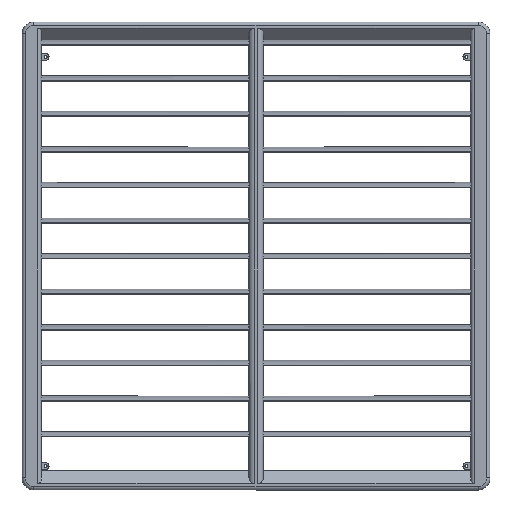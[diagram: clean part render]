
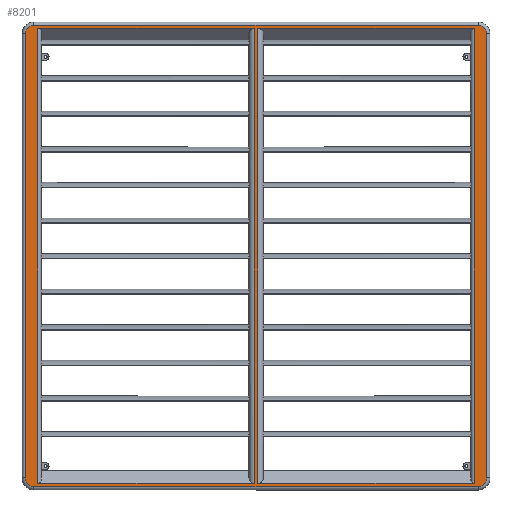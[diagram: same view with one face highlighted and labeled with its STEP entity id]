
A CAD part, top view. The second image highlights one B-rep face of the part: STEP entity #8201.
In plain terms, the highlighted planar face has unit normal (0, 0, 1).
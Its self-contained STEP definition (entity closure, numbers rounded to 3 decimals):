
#44 = VERTEX_POINT ( 'NONE', #1684 ) ;
#56 = VECTOR ( 'NONE', #6426, 1000. ) ;
#101 = DIRECTION ( 'NONE',  ( 1., 0., 0. ) ) ;
#104 = ORIENTED_EDGE ( 'NONE', *, *, #6511, .T. ) ;
#152 = VERTEX_POINT ( 'NONE', #1262 ) ;
#162 = EDGE_CURVE ( 'NONE', #5513, #441, #7538, .T. ) ;
#186 = DIRECTION ( 'NONE',  ( -1., 0., 0. ) ) ;
#371 = DIRECTION ( 'NONE',  ( 0., -1., 0. ) ) ;
#441 = VERTEX_POINT ( 'NONE', #8162 ) ;
#555 = VERTEX_POINT ( 'NONE', #3539 ) ;
#698 = ORIENTED_EDGE ( 'NONE', *, *, #6216, .T. ) ;
#769 = DIRECTION ( 'NONE',  ( 0., 0., -1. ) ) ;
#802 = EDGE_CURVE ( 'NONE', #5090, #1002, #7320, .T. ) ;
#815 = DIRECTION ( 'NONE',  ( 0., -1., 0. ) ) ;
#1002 = VERTEX_POINT ( 'NONE', #5944 ) ;
#1081 = CARTESIAN_POINT ( 'NONE',  ( -314., -332.5, 21. ) ) ;
#1189 = LINE ( 'NONE', #2078, #9789 ) ;
#1262 = CARTESIAN_POINT ( 'NONE',  ( -319., 332.5, 21. ) ) ;
#1273 = EDGE_LOOP ( 'NONE', ( #10002, #1901, #6765, #10155 ) ) ;
#1398 = AXIS2_PLACEMENT_3D ( 'NONE', #7304, #5714, #186 ) ;
#1422 = EDGE_LOOP ( 'NONE', ( #10323, #7679, #10037, #4149, #9036, #9121, #698, #104 ) ) ;
#1684 = CARTESIAN_POINT ( 'NONE',  ( 319., -332.5, 21. ) ) ;
#1714 = EDGE_CURVE ( 'NONE', #152, #2950, #4080, .T. ) ;
#1812 = LINE ( 'NONE', #1081, #9797 ) ;
#1852 = CARTESIAN_POINT ( 'NONE',  ( 324.5, 337., 21. ) ) ;
#1857 = CARTESIAN_POINT ( 'NONE',  ( 319., -332.5, 21. ) ) ;
#1901 = ORIENTED_EDGE ( 'NONE', *, *, #9265, .T. ) ;
#2078 = CARTESIAN_POINT ( 'NONE',  ( 324.5, -337., 21. ) ) ;
#2085 = CARTESIAN_POINT ( 'NONE',  ( -314., 332.5, 21. ) ) ;
#2103 = CARTESIAN_POINT ( 'NONE',  ( 324.5, -337., 21. ) ) ;
#2357 = CARTESIAN_POINT ( 'NONE',  ( -337., 324.5, 21. ) ) ;
#2470 = DIRECTION ( 'NONE',  ( 0., 0., 1. ) ) ;
#2496 = CARTESIAN_POINT ( 'NONE',  ( 337., 324.5, 21. ) ) ;
#2519 = ORIENTED_EDGE ( 'NONE', *, *, #1714, .T. ) ;
#2659 = ORIENTED_EDGE ( 'NONE', *, *, #4226, .T. ) ;
#2950 = VERTEX_POINT ( 'NONE', #7145 ) ;
#3045 = DIRECTION ( 'NONE',  ( -1., 0., 0. ) ) ;
#3098 = CARTESIAN_POINT ( 'NONE',  ( 319., 332.5, 21. ) ) ;
#3101 = VERTEX_POINT ( 'NONE', #7542 ) ;
#3115 = ORIENTED_EDGE ( 'NONE', *, *, #802, .F. ) ;
#3155 = LINE ( 'NONE', #7086, #5947 ) ;
#3379 = ORIENTED_EDGE ( 'NONE', *, *, #5640, .T. ) ;
#3539 = CARTESIAN_POINT ( 'NONE',  ( -324.5, -337., 21. ) ) ;
#3861 = DIRECTION ( 'NONE',  ( -1., 0., 0. ) ) ;
#4080 = LINE ( 'NONE', #8163, #9905 ) ;
#4149 = ORIENTED_EDGE ( 'NONE', *, *, #5329, .T. ) ;
#4182 = VERTEX_POINT ( 'NONE', #1852 ) ;
#4200 = LINE ( 'NONE', #1857, #7308 ) ;
#4226 = EDGE_CURVE ( 'NONE', #2950, #1002, #5867, .T. ) ;
#4253 = DIRECTION ( 'NONE',  ( 0., -1., 0. ) ) ;
#4456 = CARTESIAN_POINT ( 'NONE',  ( -319., 332.5, 21. ) ) ;
#4459 = CARTESIAN_POINT ( 'NONE',  ( -337., 324.5, 21. ) ) ;
#4521 = DIRECTION ( 'NONE',  ( -1., 0., 0. ) ) ;
#4531 = VECTOR ( 'NONE', #371, 1000. ) ;
#4586 = DIRECTION ( 'NONE',  ( 1., 0., 0. ) ) ;
#4644 = CARTESIAN_POINT ( 'NONE',  ( 324.5, 324.5, 21. ) ) ;
#4672 = EDGE_CURVE ( 'NONE', #5513, #9966, #9250, .T. ) ;
#4702 = VERTEX_POINT ( 'NONE', #5119 ) ;
#4780 = CARTESIAN_POINT ( 'NONE',  ( -324.5, 324.5, 21. ) ) ;
#4892 = CARTESIAN_POINT ( 'NONE',  ( -324.5, 337., 21. ) ) ;
#5090 = VERTEX_POINT ( 'NONE', #10005 ) ;
#5119 = CARTESIAN_POINT ( 'NONE',  ( 337., -324.5, 21. ) ) ;
#5240 = LINE ( 'NONE', #4456, #6913 ) ;
#5329 = EDGE_CURVE ( 'NONE', #3101, #555, #6572, .T. ) ;
#5395 = VECTOR ( 'NONE', #6381, 1000. ) ;
#5513 = VERTEX_POINT ( 'NONE', #6767 ) ;
#5640 = EDGE_CURVE ( 'NONE', #5090, #152, #5240, .T. ) ;
#5714 = DIRECTION ( 'NONE',  ( 0., 0., 1. ) ) ;
#5719 = DIRECTION ( 'NONE',  ( 0., -1., 0. ) ) ;
#5747 = EDGE_CURVE ( 'NONE', #9177, #6716, #7392, .T. ) ;
#5785 = AXIS2_PLACEMENT_3D ( 'NONE', #8629, #9462, #3861 ) ;
#5867 = LINE ( 'NONE', #5926, #5936 ) ;
#5926 = CARTESIAN_POINT ( 'NONE',  ( -2.5, 332.5, 21. ) ) ;
#5936 = VECTOR ( 'NONE', #4253, 1000. ) ;
#5938 = AXIS2_PLACEMENT_3D ( 'NONE', #9531, #769, #3045 ) ;
#5944 = CARTESIAN_POINT ( 'NONE',  ( -2.5, -332.5, 21. ) ) ;
#5947 = VECTOR ( 'NONE', #6348, 1000. ) ;
#6183 = DIRECTION ( 'NONE',  ( 0., 1., 0. ) ) ;
#6216 = EDGE_CURVE ( 'NONE', #4702, #7555, #8196, .T. ) ;
#6288 = CARTESIAN_POINT ( 'NONE',  ( 337., 324.5, 21. ) ) ;
#6348 = DIRECTION ( 'NONE',  ( -1., 0., 0. ) ) ;
#6381 = DIRECTION ( 'NONE',  ( 0., 1., 0. ) ) ;
#6390 = EDGE_LOOP ( 'NONE', ( #3115, #3379, #2519, #2659 ) ) ;
#6426 = DIRECTION ( 'NONE',  ( 1., 0., 0. ) ) ;
#6511 = EDGE_CURVE ( 'NONE', #7555, #4182, #9580, .T. ) ;
#6572 = CIRCLE ( 'NONE', #1398, 12.5 ) ;
#6697 = CARTESIAN_POINT ( 'NONE',  ( 2.5, 332.5, 21. ) ) ;
#6716 = VERTEX_POINT ( 'NONE', #4459 ) ;
#6765 = ORIENTED_EDGE ( 'NONE', *, *, #9196, .F. ) ;
#6767 = CARTESIAN_POINT ( 'NONE',  ( 2.5, 332.5, 21. ) ) ;
#6913 = VECTOR ( 'NONE', #6183, 1000. ) ;
#7086 = CARTESIAN_POINT ( 'NONE',  ( 324.5, 337., 21. ) ) ;
#7145 = CARTESIAN_POINT ( 'NONE',  ( -2.5, 332.5, 21. ) ) ;
#7210 = CARTESIAN_POINT ( 'NONE',  ( -314., -332.5, 21. ) ) ;
#7235 = VECTOR ( 'NONE', #7579, 1000. ) ;
#7277 = DIRECTION ( 'NONE',  ( 1., 0., 0. ) ) ;
#7304 = CARTESIAN_POINT ( 'NONE',  ( -324.5, -324.5, 21. ) ) ;
#7308 = VECTOR ( 'NONE', #5719, 1000. ) ;
#7320 = LINE ( 'NONE', #7210, #56 ) ;
#7392 = CIRCLE ( 'NONE', #8895, 12.5 ) ;
#7538 = LINE ( 'NONE', #6697, #4531 ) ;
#7542 = CARTESIAN_POINT ( 'NONE',  ( -337., -324.5, 21. ) ) ;
#7555 = VERTEX_POINT ( 'NONE', #2496 ) ;
#7579 = DIRECTION ( 'NONE',  ( 1., 0., 0. ) ) ;
#7679 = ORIENTED_EDGE ( 'NONE', *, *, #5747, .T. ) ;
#7980 = PLANE ( 'NONE',  #5938 ) ;
#8162 = CARTESIAN_POINT ( 'NONE',  ( 2.5, -332.5, 21. ) ) ;
#8163 = CARTESIAN_POINT ( 'NONE',  ( -314., 332.5, 21. ) ) ;
#8196 = LINE ( 'NONE', #6288, #5395 ) ;
#8201 = ADVANCED_FACE ( 'NONE', ( #9996, #9222, #9276 ), #7980, .F. ) ;
#8336 = EDGE_CURVE ( 'NONE', #4182, #9177, #3155, .T. ) ;
#8585 = AXIS2_PLACEMENT_3D ( 'NONE', #4644, #10284, #4521 ) ;
#8629 = CARTESIAN_POINT ( 'NONE',  ( 324.5, -324.5, 21. ) ) ;
#8655 = VECTOR ( 'NONE', #815, 1000. ) ;
#8710 = EDGE_CURVE ( 'NONE', #9838, #4702, #9467, .T. ) ;
#8895 = AXIS2_PLACEMENT_3D ( 'NONE', #4780, #2470, #10318 ) ;
#8931 = EDGE_CURVE ( 'NONE', #555, #9838, #1189, .T. ) ;
#9036 = ORIENTED_EDGE ( 'NONE', *, *, #8931, .T. ) ;
#9121 = ORIENTED_EDGE ( 'NONE', *, *, #8710, .T. ) ;
#9177 = VERTEX_POINT ( 'NONE', #4892 ) ;
#9196 = EDGE_CURVE ( 'NONE', #441, #44, #1812, .T. ) ;
#9222 = FACE_BOUND ( 'NONE', #1273, .T. ) ;
#9250 = LINE ( 'NONE', #2085, #7235 ) ;
#9265 = EDGE_CURVE ( 'NONE', #9966, #44, #4200, .T. ) ;
#9276 = FACE_BOUND ( 'NONE', #6390, .T. ) ;
#9462 = DIRECTION ( 'NONE',  ( 0., 0., 1. ) ) ;
#9467 = CIRCLE ( 'NONE', #5785, 12.5 ) ;
#9531 = CARTESIAN_POINT ( 'NONE',  ( 324.5, 324.5, 21. ) ) ;
#9580 = CIRCLE ( 'NONE', #8585, 12.5 ) ;
#9789 = VECTOR ( 'NONE', #4586, 1000. ) ;
#9797 = VECTOR ( 'NONE', #101, 1000. ) ;
#9838 = VERTEX_POINT ( 'NONE', #2103 ) ;
#9880 = EDGE_CURVE ( 'NONE', #6716, #3101, #10311, .T. ) ;
#9905 = VECTOR ( 'NONE', #7277, 1000. ) ;
#9966 = VERTEX_POINT ( 'NONE', #3098 ) ;
#9996 = FACE_OUTER_BOUND ( 'NONE', #1422, .T. ) ;
#10002 = ORIENTED_EDGE ( 'NONE', *, *, #4672, .T. ) ;
#10005 = CARTESIAN_POINT ( 'NONE',  ( -319., -332.5, 21. ) ) ;
#10037 = ORIENTED_EDGE ( 'NONE', *, *, #9880, .T. ) ;
#10155 = ORIENTED_EDGE ( 'NONE', *, *, #162, .F. ) ;
#10284 = DIRECTION ( 'NONE',  ( 0., 0., 1. ) ) ;
#10311 = LINE ( 'NONE', #2357, #8655 ) ;
#10318 = DIRECTION ( 'NONE',  ( -1., 0., 0. ) ) ;
#10323 = ORIENTED_EDGE ( 'NONE', *, *, #8336, .T. ) ;
